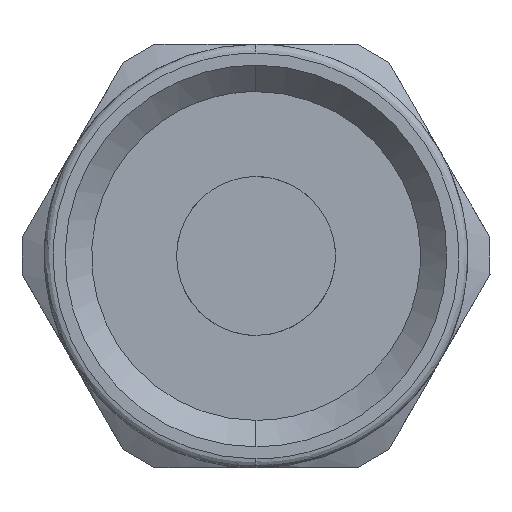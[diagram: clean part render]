
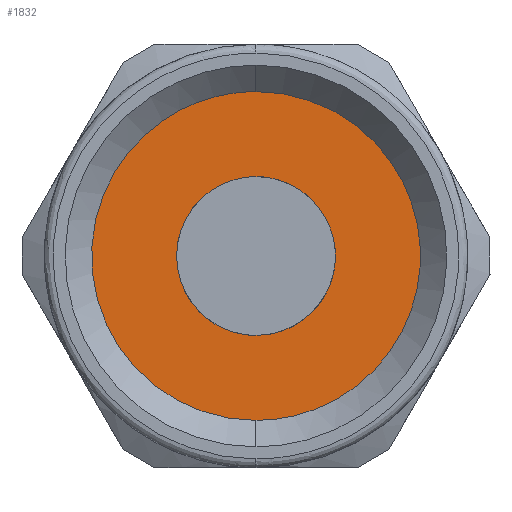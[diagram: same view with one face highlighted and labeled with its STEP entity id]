
A CAD part, front view. The second image highlights one B-rep face of the part: STEP entity #1832.
In plain terms, the highlighted free-form (B-spline) face has degree [1, 1] with [2, 2] control points.
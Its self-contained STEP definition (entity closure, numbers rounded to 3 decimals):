
#1 =( BOUNDED_CURVE ( )  B_SPLINE_CURVE ( 3, ( #25, #2565, #333, #296 ),
 .UNSPECIFIED., .F., .F. ) 
 B_SPLINE_CURVE_WITH_KNOTS ( ( 4, 4 ),
 ( -3.142, 0. ),
 .UNSPECIFIED. ) 
 CURVE ( )  GEOMETRIC_REPRESENTATION_ITEM ( )  RATIONAL_B_SPLINE_CURVE ( ( 1., 0.333, 0.333, 1. ) ) 
 REPRESENTATION_ITEM ( '' )  );
#25 = CARTESIAN_POINT ( 'NONE',  ( 0., 15., -9.315 ) ) ;
#33 = EDGE_LOOP ( 'NONE', ( #2151, #548 ) ) ;
#93 = VERTEX_POINT ( 'NONE', #2972 ) ;
#296 = CARTESIAN_POINT ( 'NONE',  ( 0., 15., 9.315 ) ) ;
#333 = CARTESIAN_POINT ( 'NONE',  ( -18.631, 15., 9.315 ) ) ;
#489 = CARTESIAN_POINT ( 'NONE',  ( 0., 15., -9.315 ) ) ;
#526 = EDGE_LOOP ( 'NONE', ( #1848, #968 ) ) ;
#548 = ORIENTED_EDGE ( 'NONE', *, *, #2781, .F. ) ;
#633 = FACE_OUTER_BOUND ( 'NONE', #33, .T. ) ;
#727 = CARTESIAN_POINT ( 'NONE',  ( 0., 15., 4.5 ) ) ;
#779 = CARTESIAN_POINT ( 'NONE',  ( 0., 15., -4.5 ) ) ;
#914 = CARTESIAN_POINT ( 'NONE',  ( -9., 15., -4.5 ) ) ;
#939 = CARTESIAN_POINT ( 'NONE',  ( 0., 15., 9.315 ) ) ;
#968 = ORIENTED_EDGE ( 'NONE', *, *, #3239, .F. ) ;
#1071 = CARTESIAN_POINT ( 'NONE',  ( -9.427, 15., 9.427 ) ) ;
#1103 = CARTESIAN_POINT ( 'NONE',  ( 0., 15., -4.5 ) ) ;
#1176 = VERTEX_POINT ( 'NONE', #3091 ) ;
#1367 = CARTESIAN_POINT ( 'NONE',  ( 0., 15., 9.315 ) ) ;
#1386 =( BOUNDED_CURVE ( )  B_SPLINE_CURVE ( 3, ( #1103, #2778, #3315, #2736, #2791, #1664, #3588 ),
 .UNSPECIFIED., .F., .T. ) 
 B_SPLINE_CURVE_WITH_KNOTS ( ( 4, 3, 4 ),
 ( -3.142, -1.571, 0. ),
 .UNSPECIFIED. ) 
 CURVE ( )  GEOMETRIC_REPRESENTATION_ITEM ( )  RATIONAL_B_SPLINE_CURVE ( ( 1., 0.805, 0.805, 1., 0.805, 0.805, 1. ) ) 
 REPRESENTATION_ITEM ( '' )  );
#1531 = VERTEX_POINT ( 'NONE', #779 ) ;
#1621 = CARTESIAN_POINT ( 'NONE',  ( 9.427, 15., -9.427 ) ) ;
#1652 = CARTESIAN_POINT ( 'NONE',  ( 9.315, 15., 5.457 ) ) ;
#1664 = CARTESIAN_POINT ( 'NONE',  ( 2.636, 15., 4.5 ) ) ;
#1832 = ADVANCED_FACE ( 'NONE', ( #3237, #633 ), #3397, .F. ) ;
#1848 = ORIENTED_EDGE ( 'NONE', *, *, #2380, .F. ) ;
#1890 = CARTESIAN_POINT ( 'NONE',  ( 5.457, 15., -9.316 ) ) ;
#2033 = CARTESIAN_POINT ( 'NONE',  ( -9., 15., 4.5 ) ) ;
#2151 = ORIENTED_EDGE ( 'NONE', *, *, #2168, .F. ) ;
#2168 = EDGE_CURVE ( 'NONE', #93, #3403, #1, .T. ) ;
#2174 = CARTESIAN_POINT ( 'NONE',  ( -9.427, 15., -9.427 ) ) ;
#2179 = CARTESIAN_POINT ( 'NONE',  ( 5.457, 15., 9.316 ) ) ;
#2380 = EDGE_CURVE ( 'NONE', #1176, #1531, #3429, .T. ) ;
#2498 =( BOUNDED_CURVE ( )  B_SPLINE_CURVE ( 3, ( #1367, #2179, #1652, #2764, #3261, #1890, #489 ),
 .UNSPECIFIED., .F., .F. ) 
 B_SPLINE_CURVE_WITH_KNOTS ( ( 4, 3, 4 ),
 ( -3.142, -1.571, 0. ),
 .UNSPECIFIED. ) 
 CURVE ( )  GEOMETRIC_REPRESENTATION_ITEM ( )  RATIONAL_B_SPLINE_CURVE ( ( 1., 0.805, 0.805, 1., 0.805, 0.805, 1. ) ) 
 REPRESENTATION_ITEM ( '' )  );
#2565 = CARTESIAN_POINT ( 'NONE',  ( -18.631, 15., -9.315 ) ) ;
#2736 = CARTESIAN_POINT ( 'NONE',  ( 4.5, 15., 0. ) ) ;
#2764 = CARTESIAN_POINT ( 'NONE',  ( 9.316, 15., 0. ) ) ;
#2778 = CARTESIAN_POINT ( 'NONE',  ( 2.636, 15., -4.5 ) ) ;
#2781 = EDGE_CURVE ( 'NONE', #3403, #93, #2498, .T. ) ;
#2791 = CARTESIAN_POINT ( 'NONE',  ( 4.5, 15., 2.636 ) ) ;
#2972 = CARTESIAN_POINT ( 'NONE',  ( 0., 15., -9.315 ) ) ;
#3091 = CARTESIAN_POINT ( 'NONE',  ( 0., 15., 4.5 ) ) ;
#3237 = FACE_BOUND ( 'NONE', #526, .T. ) ;
#3239 = EDGE_CURVE ( 'NONE', #1531, #1176, #1386, .T. ) ;
#3258 = CARTESIAN_POINT ( 'NONE',  ( 9.427, 15., 9.427 ) ) ;
#3261 = CARTESIAN_POINT ( 'NONE',  ( 9.316, 15., -5.457 ) ) ;
#3315 = CARTESIAN_POINT ( 'NONE',  ( 4.5, 15., -2.636 ) ) ;
#3397 = B_SPLINE_SURFACE_WITH_KNOTS ( 'NONE', 1, 1, ( 
 ( #2174, #1621 ),
 ( #1071, #3258 ) ),
 .UNSPECIFIED., .F., .F., .F.,
 ( 2, 2 ),
 ( 2, 2 ),
 ( 0., 1. ),
 ( 0., 1. ),
 .UNSPECIFIED. ) ;
#3403 = VERTEX_POINT ( 'NONE', #939 ) ;
#3425 = CARTESIAN_POINT ( 'NONE',  ( 0., 15., -4.5 ) ) ;
#3429 =( BOUNDED_CURVE ( )  B_SPLINE_CURVE ( 3, ( #727, #2033, #914, #3425 ),
 .UNSPECIFIED., .F., .F. ) 
 B_SPLINE_CURVE_WITH_KNOTS ( ( 4, 4 ),
 ( -3.142, 0. ),
 .UNSPECIFIED. ) 
 CURVE ( )  GEOMETRIC_REPRESENTATION_ITEM ( )  RATIONAL_B_SPLINE_CURVE ( ( 1., 0.333, 0.333, 1. ) ) 
 REPRESENTATION_ITEM ( '' )  );
#3588 = CARTESIAN_POINT ( 'NONE',  ( 0., 15., 4.5 ) ) ;
